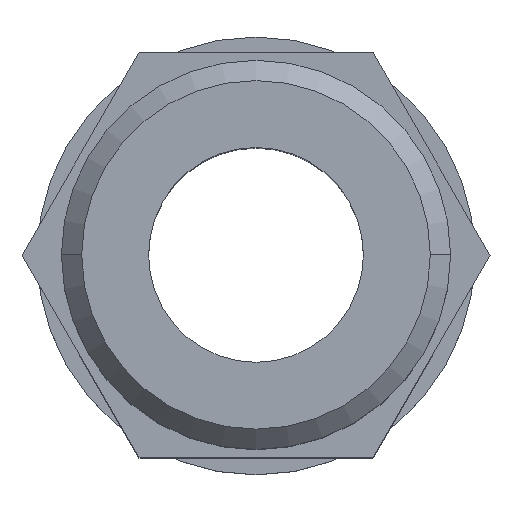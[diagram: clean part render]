
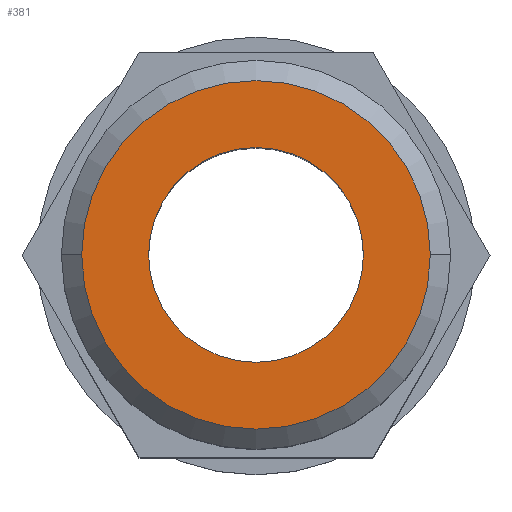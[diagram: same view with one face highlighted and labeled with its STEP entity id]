
A CAD part, top view. The second image highlights one B-rep face of the part: STEP entity #381.
In plain terms, the highlighted planar face has unit normal (0, 0, 1).
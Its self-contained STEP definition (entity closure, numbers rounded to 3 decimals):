
#54 = FACE_BOUND ( 'NONE', #560, .T. ) ;
#59 = ORIENTED_EDGE ( 'NONE', *, *, #750, .T. ) ;
#69 = CARTESIAN_POINT ( 'NONE',  ( 0., 0., 11.5 ) ) ;
#71 = CARTESIAN_POINT ( 'NONE',  ( 4.3, 0., 11.5 ) ) ;
#144 = DIRECTION ( 'NONE',  ( 1., 0., 0. ) ) ;
#146 = DIRECTION ( 'NONE',  ( 0., 0., 1. ) ) ;
#193 = CARTESIAN_POINT ( 'NONE',  ( 0., 0., 11.5 ) ) ;
#195 = CIRCLE ( 'NONE', #393, 2.65 ) ;
#216 = ORIENTED_EDGE ( 'NONE', *, *, #570, .F. ) ;
#220 = ORIENTED_EDGE ( 'NONE', *, *, #519, .T. ) ;
#255 = CARTESIAN_POINT ( 'NONE',  ( -4.3, 0., 11.5 ) ) ;
#260 = DIRECTION ( 'NONE',  ( 0., 0., 1. ) ) ;
#267 = CARTESIAN_POINT ( 'NONE',  ( -2.65, 0., 11.5 ) ) ;
#274 = DIRECTION ( 'NONE',  ( 0., 0., 1. ) ) ;
#300 = CIRCLE ( 'NONE', #372, 2.65 ) ;
#305 = AXIS2_PLACEMENT_3D ( 'NONE', #755, #260, #809 ) ;
#332 = CIRCLE ( 'NONE', #305, 4.3 ) ;
#359 = ORIENTED_EDGE ( 'NONE', *, *, #556, .F. ) ;
#372 = AXIS2_PLACEMENT_3D ( 'NONE', #69, #617, #144 ) ;
#381 = ADVANCED_FACE ( 'NONE', ( #54, #418 ), #594, .T. ) ;
#393 = AXIS2_PLACEMENT_3D ( 'NONE', #774, #274, #826 ) ;
#402 = AXIS2_PLACEMENT_3D ( 'NONE', #618, #146, #686 ) ;
#415 = DIRECTION ( 'NONE',  ( 0., 0., 1. ) ) ;
#418 = FACE_OUTER_BOUND ( 'NONE', #789, .T. ) ;
#445 = AXIS2_PLACEMENT_3D ( 'NONE', #193, #415, #915 ) ;
#476 = VERTEX_POINT ( 'NONE', #255 ) ;
#519 = EDGE_CURVE ( 'NONE', #785, #476, #836, .T. ) ;
#556 = EDGE_CURVE ( 'NONE', #896, #907, #195, .T. ) ;
#560 = EDGE_LOOP ( 'NONE', ( #359, #216 ) ) ;
#570 = EDGE_CURVE ( 'NONE', #907, #896, #300, .T. ) ;
#594 = PLANE ( 'NONE',  #445 ) ;
#617 = DIRECTION ( 'NONE',  ( 0., 0., 1. ) ) ;
#618 = CARTESIAN_POINT ( 'NONE',  ( 0., 0., 11.5 ) ) ;
#686 = DIRECTION ( 'NONE',  ( 1., 0., 0. ) ) ;
#704 = CARTESIAN_POINT ( 'NONE',  ( 2.65, 0., 11.5 ) ) ;
#750 = EDGE_CURVE ( 'NONE', #476, #785, #332, .T. ) ;
#755 = CARTESIAN_POINT ( 'NONE',  ( 0., 0., 11.5 ) ) ;
#774 = CARTESIAN_POINT ( 'NONE',  ( 0., 0., 11.5 ) ) ;
#785 = VERTEX_POINT ( 'NONE', #71 ) ;
#789 = EDGE_LOOP ( 'NONE', ( #59, #220 ) ) ;
#809 = DIRECTION ( 'NONE',  ( 1., 0., 0. ) ) ;
#826 = DIRECTION ( 'NONE',  ( 1., 0., 0. ) ) ;
#836 = CIRCLE ( 'NONE', #402, 4.3 ) ;
#896 = VERTEX_POINT ( 'NONE', #267 ) ;
#907 = VERTEX_POINT ( 'NONE', #704 ) ;
#915 = DIRECTION ( 'NONE',  ( 1., 0., 0. ) ) ;
